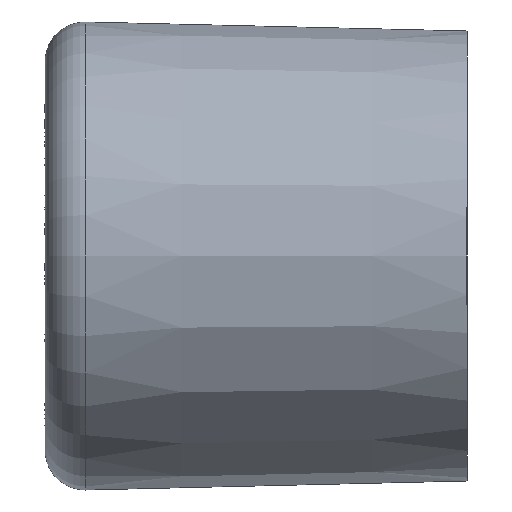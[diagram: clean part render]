
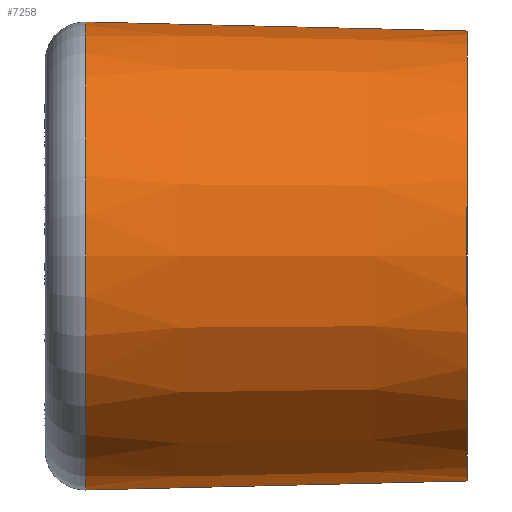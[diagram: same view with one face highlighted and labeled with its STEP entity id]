
A CAD part, left-side view. The second image highlights one B-rep face of the part: STEP entity #7258.
In plain terms, the highlighted conical face has half-angle 1.353 degrees and reference radius 11.25 mm.
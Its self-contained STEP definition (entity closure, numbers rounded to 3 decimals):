
#33 = LINE ( 'NONE', #9515, #4687 ) ;
#36 = CIRCLE ( 'NONE', #7314, 11.25 ) ;
#54 = ORIENTED_EDGE ( 'NONE', *, *, #3376, .F. ) ;
#250 = FACE_OUTER_BOUND ( 'NONE', #9453, .T. ) ;
#507 = EDGE_CURVE ( 'NONE', #7196, #9245, #2750, .T. ) ;
#1009 = CARTESIAN_POINT ( 'NONE',  ( -9.55, 0., 0. ) ) ;
#1759 = CARTESIAN_POINT ( 'NONE',  ( -9.55, 0., 0. ) ) ;
#2750 = CIRCLE ( 'NONE', #11492, 11.7 ) ;
#2959 = ORIENTED_EDGE ( 'NONE', *, *, #507, .F. ) ;
#3344 = DIRECTION ( 'NONE',  ( 0., 1., -0.024 ) ) ;
#3376 = EDGE_CURVE ( 'NONE', #4350, #7196, #33, .T. ) ;
#3920 = CARTESIAN_POINT ( 'NONE',  ( -9.55, 0., 11.25 ) ) ;
#3929 = ORIENTED_EDGE ( 'NONE', *, *, #10609, .T. ) ;
#4350 = VERTEX_POINT ( 'NONE', #8727 ) ;
#4687 = VECTOR ( 'NONE', #3344, 1000. ) ;
#5421 = AXIS2_PLACEMENT_3D ( 'NONE', #1009, #7201, #10322 ) ;
#6008 = DIRECTION ( 'NONE',  ( 0., 1., 0. ) ) ;
#6119 = EDGE_CURVE ( 'NONE', #4350, #10218, #36, .T. ) ;
#6339 = CARTESIAN_POINT ( 'NONE',  ( -9.55, 19.053, -11.7 ) ) ;
#6946 = DIRECTION ( 'NONE',  ( 0., 1., 0. ) ) ;
#7002 = VECTOR ( 'NONE', #11992, 1000. ) ;
#7196 = VERTEX_POINT ( 'NONE', #6339 ) ;
#7201 = DIRECTION ( 'NONE',  ( 0., 1., 0. ) ) ;
#7258 = ADVANCED_FACE ( 'NONE', ( #250 ), #10764, .T. ) ;
#7314 = AXIS2_PLACEMENT_3D ( 'NONE', #1759, #6008, #9994 ) ;
#8074 = DIRECTION ( 'NONE',  ( 0., 0., 1. ) ) ;
#8386 = CARTESIAN_POINT ( 'NONE',  ( -9.55, 19.053, 11.7 ) ) ;
#8727 = CARTESIAN_POINT ( 'NONE',  ( -9.55, 0., -11.25 ) ) ;
#9245 = VERTEX_POINT ( 'NONE', #8386 ) ;
#9453 = EDGE_LOOP ( 'NONE', ( #54, #13152, #3929, #2959 ) ) ;
#9515 = CARTESIAN_POINT ( 'NONE',  ( -9.55, 0., -11.25 ) ) ;
#9887 = CARTESIAN_POINT ( 'NONE',  ( -9.55, 0., 11.25 ) ) ;
#9994 = DIRECTION ( 'NONE',  ( 0., 0., 1. ) ) ;
#10218 = VERTEX_POINT ( 'NONE', #9887 ) ;
#10322 = DIRECTION ( 'NONE',  ( 0., 0., 1. ) ) ;
#10609 = EDGE_CURVE ( 'NONE', #10218, #9245, #12507, .T. ) ;
#10764 = CONICAL_SURFACE ( 'NONE', #5421, 11.25, 0.024 ) ;
#11056 = CARTESIAN_POINT ( 'NONE',  ( -9.55, 19.053, 0. ) ) ;
#11492 = AXIS2_PLACEMENT_3D ( 'NONE', #11056, #6946, #8074 ) ;
#11992 = DIRECTION ( 'NONE',  ( 0., 1., 0.024 ) ) ;
#12507 = LINE ( 'NONE', #3920, #7002 ) ;
#13152 = ORIENTED_EDGE ( 'NONE', *, *, #6119, .T. ) ;
